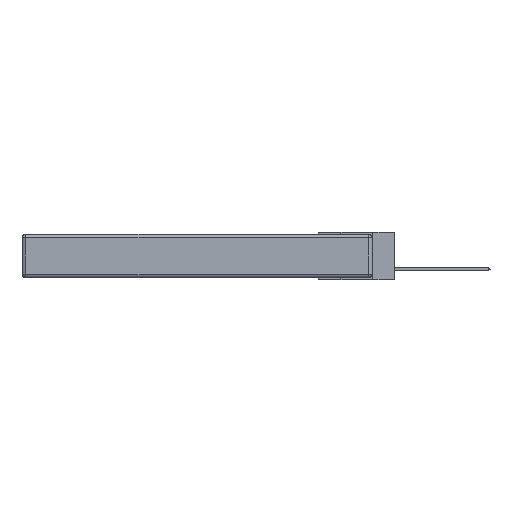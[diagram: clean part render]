
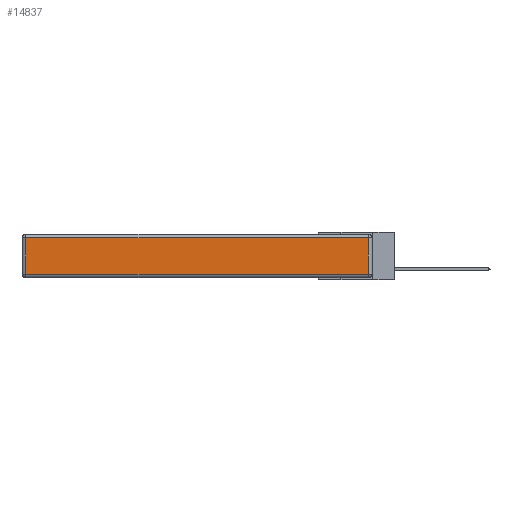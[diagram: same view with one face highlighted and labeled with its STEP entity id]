
A CAD part, left-side view. The second image highlights one B-rep face of the part: STEP entity #14837.
In plain terms, the highlighted planar face has unit normal (-1, 0, 0).
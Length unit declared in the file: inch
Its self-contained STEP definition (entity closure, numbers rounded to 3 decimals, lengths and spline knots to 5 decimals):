
#395 = CARTESIAN_POINT ( 'NONE',  ( 0., 2.72, -0.03 ) ) ;
#1615 = VERTEX_POINT ( 'NONE', #395 ) ;
#4228 = CARTESIAN_POINT ( 'NONE',  ( 0., 2.72, -0.343 ) ) ;
#5797 = ORIENTED_EDGE ( 'NONE', *, *, #13931, .T. ) ;
#6014 = EDGE_CURVE ( 'NONE', #18898, #13609, #19673, .T. ) ;
#6598 = DIRECTION ( 'NONE',  ( 0., 0., -1. ) ) ;
#7792 = CARTESIAN_POINT ( 'NONE',  ( 0., 0.03, -0.313 ) ) ;
#8698 = CARTESIAN_POINT ( 'NONE',  ( 0., 0., -0.313 ) ) ;
#8927 = LINE ( 'NONE', #11788, #22536 ) ;
#9003 = ORIENTED_EDGE ( 'NONE', *, *, #21466, .T. ) ;
#9129 = VERTEX_POINT ( 'NONE', #22384 ) ;
#9354 = DIRECTION ( 'NONE',  ( 0., 0., 1. ) ) ;
#10248 = VECTOR ( 'NONE', #24302, 39.37008 ) ;
#11053 = LINE ( 'NONE', #24353, #23999 ) ;
#11260 = DIRECTION ( 'NONE',  ( 0., 1., 0. ) ) ;
#11596 = PLANE ( 'NONE',  #19573 ) ;
#11788 = CARTESIAN_POINT ( 'NONE',  ( 0., 0.03, -0.343 ) ) ;
#12432 = EDGE_CURVE ( 'NONE', #13609, #9129, #8927, .T. ) ;
#12620 = EDGE_LOOP ( 'NONE', ( #19435, #14859, #9003, #5797 ) ) ;
#12664 = LINE ( 'NONE', #4228, #20365 ) ;
#13609 = VERTEX_POINT ( 'NONE', #7792 ) ;
#13834 = CARTESIAN_POINT ( 'NONE',  ( 0., 0., -0.343 ) ) ;
#13931 = EDGE_CURVE ( 'NONE', #1615, #18898, #12664, .T. ) ;
#14837 = ADVANCED_FACE ( 'NONE', ( #17158 ), #11596, .T. ) ;
#14859 = ORIENTED_EDGE ( 'NONE', *, *, #12432, .T. ) ;
#15795 = DIRECTION ( 'NONE',  ( -1., 0., 0. ) ) ;
#17158 = FACE_OUTER_BOUND ( 'NONE', #12620, .T. ) ;
#18898 = VERTEX_POINT ( 'NONE', #21540 ) ;
#19435 = ORIENTED_EDGE ( 'NONE', *, *, #6014, .T. ) ;
#19573 = AXIS2_PLACEMENT_3D ( 'NONE', #13834, #15795, #9354 ) ;
#19673 = LINE ( 'NONE', #8698, #10248 ) ;
#20365 = VECTOR ( 'NONE', #6598, 39.37008 ) ;
#21466 = EDGE_CURVE ( 'NONE', #9129, #1615, #11053, .T. ) ;
#21540 = CARTESIAN_POINT ( 'NONE',  ( 0., 2.72, -0.313 ) ) ;
#22384 = CARTESIAN_POINT ( 'NONE',  ( 0., 0.03, -0.03 ) ) ;
#22536 = VECTOR ( 'NONE', #27421, 39.37008 ) ;
#23999 = VECTOR ( 'NONE', #11260, 39.37008 ) ;
#24302 = DIRECTION ( 'NONE',  ( 0., -1., 0. ) ) ;
#24353 = CARTESIAN_POINT ( 'NONE',  ( 0., 2.75, -0.03 ) ) ;
#27421 = DIRECTION ( 'NONE',  ( 0., 0., 1. ) ) ;
